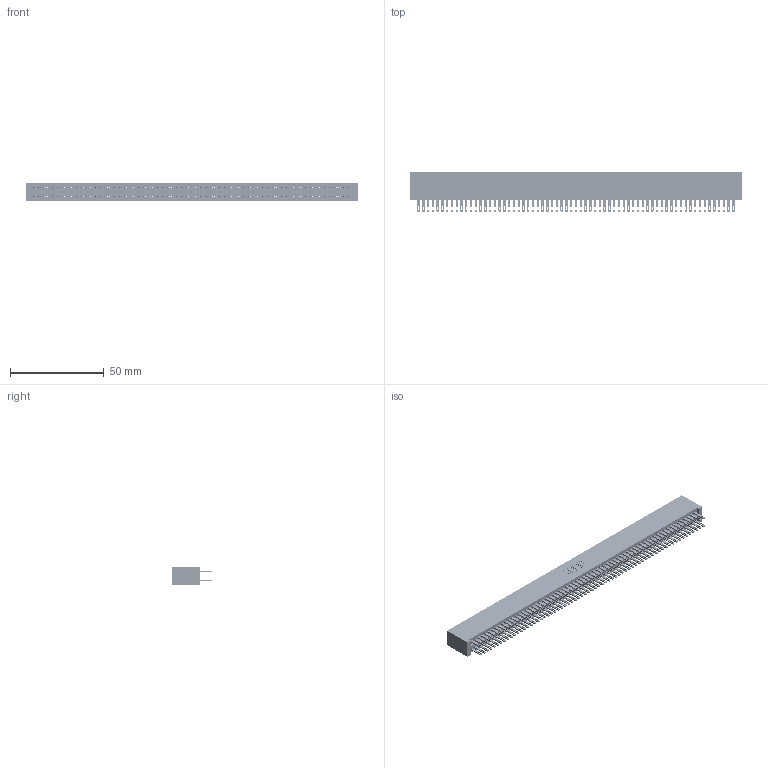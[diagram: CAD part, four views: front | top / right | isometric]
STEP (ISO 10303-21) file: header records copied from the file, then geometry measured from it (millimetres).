
FILE_DESCRIPTION (( 'STEP AP203' ), '1' );
FILE_NAME ('345-134-500-201.STEP', '2019-11-07T23:50:08', ( '' ), ( '' ), 'SwSTEP 2.0', 'SolidWorks 2016', '' );
FILE_SCHEMA (( 'CONFIG_CONTROL_DESIGN' ));
Length unit declared in the file: inch
Products named in the file (3): 345-134-500-201; 345 Part_No Mounting Lugs; 345-292-001_345-293-100
Assembly tree (135 placements, depth 2):
  345-134-500-201
    345 Part_No Mounting Lugs
    345-292-001_345-293-100  x134
Bounding box: 176.78 x 21.51 x 9.4 mm (x, y, z)
Volume: 18430.4 mm3; surface area: 29397.5 mm2
Topology: 135 solids, 135 shells, 6282 faces, 19211 edges, 12806 vertices
Faces by surface type: plane 3694, cylinder 2588
Entity records: 48857 total; most frequent: CARTESIAN_POINT 8164, ORIENTED_EDGE 8098, DIRECTION 7165, EDGE_CURVE 4049, LINE 3653, VECTOR 3653, VERTEX_POINT 2698, AXIS2_PLACEMENT_3D 1756
